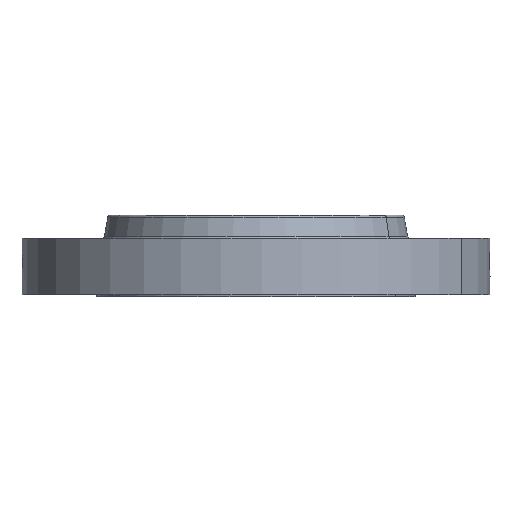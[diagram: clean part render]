
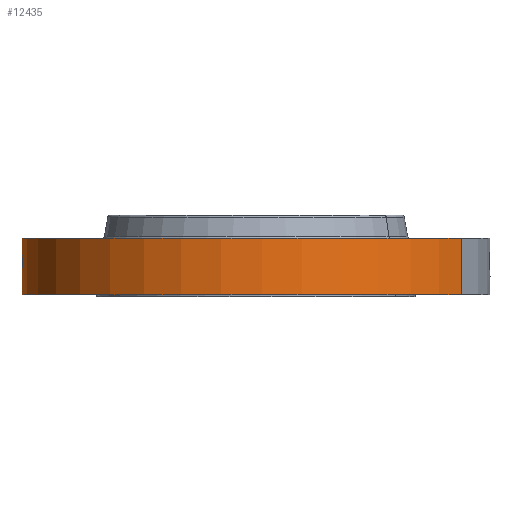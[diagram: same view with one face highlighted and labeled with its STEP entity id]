
A CAD part, left-side view. The second image highlights one B-rep face of the part: STEP entity #12435.
In plain terms, the highlighted cylindrical face has radius 158.75 mm (diameter 317.5 mm), a partial arc.
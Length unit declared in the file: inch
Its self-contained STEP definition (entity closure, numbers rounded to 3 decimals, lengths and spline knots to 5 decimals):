
#11435=AXIS2_PLACEMENT_3D('Circle Axis2P3D',#11433,#11434,$) ;
#12322=AXIS2_PLACEMENT_3D('Cylinder Axis2P3D',#12319,#12320,#12321) ;
#12333=AXIS2_PLACEMENT_3D('Circle Axis2P3D',#12331,#12332,$) ;
#11433=CARTESIAN_POINT('Axis2P3D Location',(0.,0.,0.06)) ;
#11437=CARTESIAN_POINT('Vertex',(-2.99641,-5.48489,0.06)) ;
#11439=CARTESIAN_POINT('Vertex',(2.99641,5.48489,0.06)) ;
#12319=CARTESIAN_POINT('Axis2P3D Location',(0.,0.,1.09)) ;
#12324=CARTESIAN_POINT('Line Origine',(-2.99641,-5.48489,0.81)) ;
#12328=CARTESIAN_POINT('Vertex',(-2.99641,-5.48489,1.56)) ;
#12331=CARTESIAN_POINT('Axis2P3D Location',(0.,0.,1.56)) ;
#12335=CARTESIAN_POINT('Vertex',(2.99641,5.48489,1.56)) ;
#12338=CARTESIAN_POINT('Line Origine',(2.99641,5.48489,0.81)) ;
#12350=CARTESIAN_POINT('Control Point',(-0.06146,6.2497,1.28873)) ;
#12351=CARTESIAN_POINT('Control Point',(-0.04142,6.24989,1.29227)) ;
#12352=CARTESIAN_POINT('Control Point',(-0.02107,6.25,1.29408)) ;
#12353=CARTESIAN_POINT('Control Point',(-0.00072,6.25,1.29412)) ;
#12354=CARTESIAN_POINT('Vertex',(-0.06145,6.2497,1.28874)) ;
#12356=CARTESIAN_POINT('Vertex',(-0.00072,6.25,1.29412)) ;
#12360=CARTESIAN_POINT('Control Point',(-0.06145,6.2497,1.28874)) ;
#12361=CARTESIAN_POINT('Control Point',(-0.0996,6.24932,1.28348)) ;
#12362=CARTESIAN_POINT('Control Point',(-0.1369,6.24859,1.2713)) ;
#12363=CARTESIAN_POINT('Control Point',(-0.17107,6.24766,1.25317)) ;
#12364=CARTESIAN_POINT('Vertex',(-0.17107,6.24766,1.25317)) ;
#12368=CARTESIAN_POINT('Control Point',(-0.02962,6.24993,0.53109)) ;
#12369=CARTESIAN_POINT('Control Point',(-0.08507,6.24967,0.53817)) ;
#12370=CARTESIAN_POINT('Control Point',(-0.1389,6.2488,0.55572)) ;
#12371=CARTESIAN_POINT('Control Point',(-0.18831,6.2474,0.58315)) ;
#12372=CARTESIAN_POINT('Control Point',(-0.27645,6.24416,0.65546)) ;
#12373=CARTESIAN_POINT('Control Point',(-0.33331,6.24118,0.75232)) ;
#12374=CARTESIAN_POINT('Control Point',(-0.35308,6.24003,0.80611)) ;
#12375=CARTESIAN_POINT('Control Point',(-0.36915,6.23909,0.8946)) ;
#12376=CARTESIAN_POINT('Control Point',(-0.36095,6.23957,0.98253)) ;
#12377=CARTESIAN_POINT('Control Point',(-0.35458,6.23994,1.01463)) ;
#12378=CARTESIAN_POINT('Control Point',(-0.33041,6.24131,1.09289)) ;
#12379=CARTESIAN_POINT('Control Point',(-0.28646,6.24353,1.16242)) ;
#12380=CARTESIAN_POINT('Control Point',(-0.25327,6.24503,1.19959)) ;
#12381=CARTESIAN_POINT('Control Point',(-0.21421,6.24648,1.23028)) ;
#12382=CARTESIAN_POINT('Control Point',(-0.17107,6.24766,1.25317)) ;
#12383=CARTESIAN_POINT('Vertex',(-0.02962,6.24993,0.53109)) ;
#12387=CARTESIAN_POINT('Control Point',(-0.02962,6.24993,0.53109)) ;
#12388=CARTESIAN_POINT('Control Point',(-0.01974,6.24998,0.53086)) ;
#12389=CARTESIAN_POINT('Control Point',(-0.00986,6.25,0.53096)) ;
#12390=CARTESIAN_POINT('Control Point',(0.,6.25,0.53137)) ;
#12391=CARTESIAN_POINT('Vertex',(0.,6.25,0.53137)) ;
#12395=CARTESIAN_POINT('Control Point',(0.19391,6.24699,0.58506)) ;
#12396=CARTESIAN_POINT('Control Point',(0.1347,6.24883,0.55255)) ;
#12397=CARTESIAN_POINT('Control Point',(0.0678,6.25,0.53425)) ;
#12398=CARTESIAN_POINT('Control Point',(0.,6.25,0.53137)) ;
#12399=CARTESIAN_POINT('Vertex',(0.19391,6.24699,0.58506)) ;
#12403=CARTESIAN_POINT('Control Point',(0.19391,6.24699,0.58506)) ;
#12404=CARTESIAN_POINT('Control Point',(0.22336,6.24608,0.60124)) ;
#12405=CARTESIAN_POINT('Control Point',(0.25122,6.24504,0.62031)) ;
#12406=CARTESIAN_POINT('Control Point',(0.27708,6.24393,0.64213)) ;
#12407=CARTESIAN_POINT('Control Point',(0.34494,6.24068,0.71269)) ;
#12408=CARTESIAN_POINT('Control Point',(0.38913,6.23794,0.80169)) ;
#12409=CARTESIAN_POINT('Control Point',(0.40517,6.23683,0.86566)) ;
#12410=CARTESIAN_POINT('Control Point',(0.40732,6.23675,0.97956)) ;
#12411=CARTESIAN_POINT('Control Point',(0.36819,6.23918,1.08414)) ;
#12412=CARTESIAN_POINT('Control Point',(0.34434,6.2406,1.12551)) ;
#12413=CARTESIAN_POINT('Control Point',(0.27483,6.24427,1.21151)) ;
#12414=CARTESIAN_POINT('Control Point',(0.18052,6.24777,1.26763)) ;
#12415=CARTESIAN_POINT('Control Point',(0.12139,6.24927,1.28831)) ;
#12416=CARTESIAN_POINT('Control Point',(0.06023,6.25,1.29711)) ;
#12417=CARTESIAN_POINT('Control Point',(-0.00003,6.25,1.29415)) ;
#12418=CARTESIAN_POINT('Vertex',(-0.00003,6.25,1.29415)) ;
#12422=CARTESIAN_POINT('Control Point',(-0.00072,6.25,1.29412)) ;
#12423=CARTESIAN_POINT('Control Point',(-0.00037,6.25,1.29414)) ;
#12424=CARTESIAN_POINT('Control Point',(-0.00003,6.25,1.29415)) ;
#11434=DIRECTION('Axis2P3D Direction',(0.,0.,-0.039)) ;
#12320=DIRECTION('Axis2P3D Direction',(0.,0.,-0.039)) ;
#12321=DIRECTION('Axis2P3D XDirection',(0.019,0.035,0.)) ;
#12325=DIRECTION('Vector Direction',(0.,0.,-0.039)) ;
#12332=DIRECTION('Axis2P3D Direction',(0.,0.,-0.039)) ;
#12339=DIRECTION('Vector Direction',(0.,0.,-0.039)) ;
#12326=VECTOR('Line Direction',#12325,0.03937) ;
#12340=VECTOR('Line Direction',#12339,0.03937) ;
#12344=ORIENTED_EDGE('',*,*,#11441,.F.) ;
#12345=ORIENTED_EDGE('',*,*,#12330,.T.) ;
#12346=ORIENTED_EDGE('',*,*,#12337,.T.) ;
#12347=ORIENTED_EDGE('',*,*,#12342,.F.) ;
#12427=ORIENTED_EDGE('',*,*,#12358,.F.) ;
#12428=ORIENTED_EDGE('',*,*,#12366,.T.) ;
#12429=ORIENTED_EDGE('',*,*,#12385,.F.) ;
#12430=ORIENTED_EDGE('',*,*,#12393,.T.) ;
#12431=ORIENTED_EDGE('',*,*,#12401,.F.) ;
#12432=ORIENTED_EDGE('',*,*,#12420,.T.) ;
#12433=ORIENTED_EDGE('',*,*,#12425,.F.) ;
#12434=FACE_BOUND('',#12426,.T.) ;
#12435=ADVANCED_FACE('PartBody',(#12348,#12434),#12323,.T.) ;
#12349=B_SPLINE_CURVE_WITH_KNOTS('',3,(#12350,#12351,#12352,#12353),.UNSPECIFIED.,.F.,.U.,(4,4),(4.26355,6.52163),.UNSPECIFIED.) ;
#12359=B_SPLINE_CURVE_WITH_KNOTS('',3,(#12360,#12361,#12362,#12363),.UNSPECIFIED.,.F.,.U.,(4,4),(0.,4.32784),.UNSPECIFIED.) ;
#12367=B_SPLINE_CURVE_WITH_KNOTS('',5,(#12368,#12369,#12370,#12371,#12372,#12373,#12374,#12375,#12376,#12377,#12378,#12379,#12380,#12381,#12382),.UNSPECIFIED.,.F.,.U.,(6,3,3,3,6),(0.,9.71432,19.93761,25.96324,35.07043),.UNSPECIFIED.) ;
#12386=B_SPLINE_CURVE_WITH_KNOTS('',3,(#12387,#12388,#12389,#12390),.UNSPECIFIED.,.F.,.U.,(4,4),(0.,1.03064),.UNSPECIFIED.) ;
#12394=B_SPLINE_CURVE_WITH_KNOTS('',3,(#12395,#12396,#12397,#12398),.UNSPECIFIED.,.F.,.U.,(4,4),(0.,7.08528),.UNSPECIFIED.) ;
#12402=B_SPLINE_CURVE_WITH_KNOTS('',5,(#12403,#12404,#12405,#12406,#12407,#12408,#12409,#12410,#12411,#12412,#12413,#12414,#12415,#12416,#12417),.UNSPECIFIED.,.F.,.U.,(6,3,3,3,6),(0.,5.87429,17.01547,25.37621,36.63941),.UNSPECIFIED.) ;
#12421=B_SPLINE_CURVE_WITH_KNOTS('',2,(#12422,#12423,#12424),.UNSPECIFIED.,.F.,.U.,(3,3),(1.0716,1.09742),.UNSPECIFIED.) ;
#11436=CIRCLE('generated circle',#11435,6.25) ;
#12334=CIRCLE('generated circle',#12333,6.25) ;
#12323=CYLINDRICAL_SURFACE('generated cylinder',#12322,6.25) ;
#11441=EDGE_CURVE('',#11438,#11440,#11436,.T.) ;
#12330=EDGE_CURVE('',#11438,#12329,#12327,.F.) ;
#12337=EDGE_CURVE('',#12329,#12336,#12334,.T.) ;
#12342=EDGE_CURVE('',#11440,#12336,#12341,.F.) ;
#12358=EDGE_CURVE('',#12355,#12357,#12349,.T.) ;
#12366=EDGE_CURVE('',#12355,#12365,#12359,.T.) ;
#12385=EDGE_CURVE('',#12384,#12365,#12367,.T.) ;
#12393=EDGE_CURVE('',#12384,#12392,#12386,.T.) ;
#12401=EDGE_CURVE('',#12400,#12392,#12394,.T.) ;
#12420=EDGE_CURVE('',#12400,#12419,#12402,.T.) ;
#12425=EDGE_CURVE('',#12357,#12419,#12421,.T.) ;
#12343=EDGE_LOOP('',(#12344,#12345,#12346,#12347)) ;
#12426=EDGE_LOOP('',(#12427,#12428,#12429,#12430,#12431,#12432,#12433)) ;
#12348=FACE_OUTER_BOUND('',#12343,.T.) ;
#12327=LINE('Line',#12324,#12326) ;
#12341=LINE('Line',#12338,#12340) ;
#11438=VERTEX_POINT('',#11437) ;
#11440=VERTEX_POINT('',#11439) ;
#12329=VERTEX_POINT('',#12328) ;
#12336=VERTEX_POINT('',#12335) ;
#12355=VERTEX_POINT('',#12354) ;
#12357=VERTEX_POINT('',#12356) ;
#12365=VERTEX_POINT('',#12364) ;
#12384=VERTEX_POINT('',#12383) ;
#12392=VERTEX_POINT('',#12391) ;
#12400=VERTEX_POINT('',#12399) ;
#12419=VERTEX_POINT('',#12418) ;
